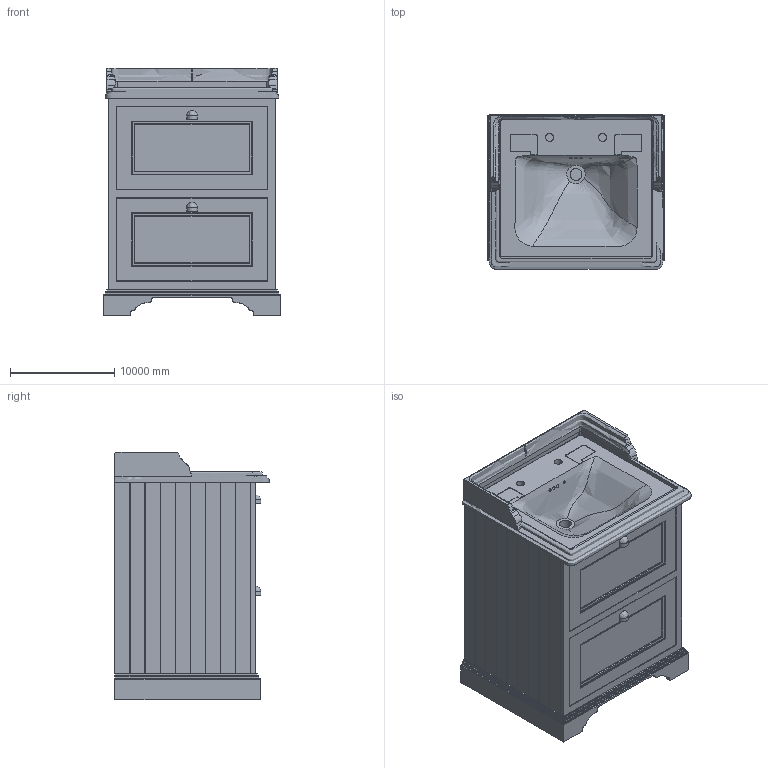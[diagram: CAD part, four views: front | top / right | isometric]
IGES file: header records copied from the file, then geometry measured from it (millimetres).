
Global section: file name: 90532; native system: AutoCAD 2016 - English; preprocessor: Autodesk Translation Framework DWG producer (atf_dwg_producer); organization: unknown; date: 20161027.163330; units: inch
Bounding box: 16916.4 x 14757.4 x 23698.2 mm (x, y, z)
Volume: 891450382989.6 mm3; surface area: 4566553976.2 mm2
Topology: 34 solids, 34 shells, 699 faces, 1823 edges, 1205 vertices
Faces by surface type: bspline 699
